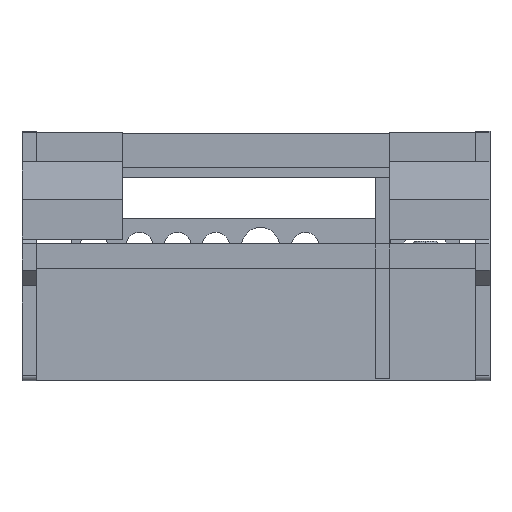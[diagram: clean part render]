
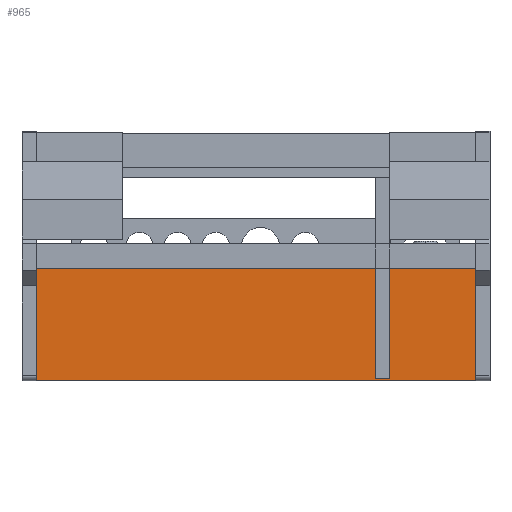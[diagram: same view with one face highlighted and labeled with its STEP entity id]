
A CAD part, left-side view. The second image highlights one B-rep face of the part: STEP entity #965.
In plain terms, the highlighted planar face has unit normal (-1, 0, 0).
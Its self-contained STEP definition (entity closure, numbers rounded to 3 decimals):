
#965=ADVANCED_FACE('',(#2762),#2763,.F.);
#2762=FACE_OUTER_BOUND('',#6824,.T.);
#2763=PLANE('',#6825);
#6824=EDGE_LOOP('',(#14416,#14417,#14418,#14419));
#6825=AXIS2_PLACEMENT_3D('',#14420,#14421,#14422);
#14416=ORIENTED_EDGE('',*,*,#18667,.T.);
#14417=ORIENTED_EDGE('',*,*,#18668,.F.);
#14418=ORIENTED_EDGE('',*,*,#18669,.F.);
#14419=ORIENTED_EDGE('',*,*,#18665,.T.);
#14420=CARTESIAN_POINT('',(-21.136,22.443,-0.515));
#14421=DIRECTION('',(1.0,0.0,0.));
#14422=DIRECTION('',(0.,0.0,1.0));
#18665=EDGE_CURVE('',#22318,#22316,#22319,.T.);
#18667=EDGE_CURVE('',#22316,#22321,#22322,.T.);
#18668=EDGE_CURVE('',#22323,#22321,#22324,.T.);
#18669=EDGE_CURVE('',#22318,#22323,#22325,.T.);
#22316=VERTEX_POINT('',#31554);
#22318=VERTEX_POINT('',#31557);
#22319=LINE('',#31558,#31559);
#22321=VERTEX_POINT('',#31562);
#22322=LINE('',#31563,#31564);
#22323=VERTEX_POINT('',#31565);
#22324=LINE('',#31566,#31567);
#22325=LINE('',#31568,#31569);
#31554=CARTESIAN_POINT('',(-21.136,-65.157,-26.415));
#31557=CARTESIAN_POINT('',(-21.136,22.443,-26.415));
#31558=CARTESIAN_POINT('',(-21.136,22.443,-26.415));
#31559=VECTOR('',#39741,1000.0);
#31562=CARTESIAN_POINT('',(-21.136,-65.157,-0.515));
#31563=CARTESIAN_POINT('',(-21.136,-65.157,-0.515));
#31564=VECTOR('',#39743,1000.0);
#31565=CARTESIAN_POINT('',(-21.136,22.443,-0.515));
#31566=CARTESIAN_POINT('',(-21.136,22.443,-0.515));
#31567=VECTOR('',#39744,1000.0);
#31568=CARTESIAN_POINT('',(-21.136,22.443,-24.915));
#31569=VECTOR('',#39745,1000.0);
#39741=DIRECTION('',(-0.0,-1.0,-0.0));
#39743=DIRECTION('',(0.,0.0,1.0));
#39744=DIRECTION('',(-0.0,-1.0,-0.0));
#39745=DIRECTION('',(0.0,0.0,1.0));
